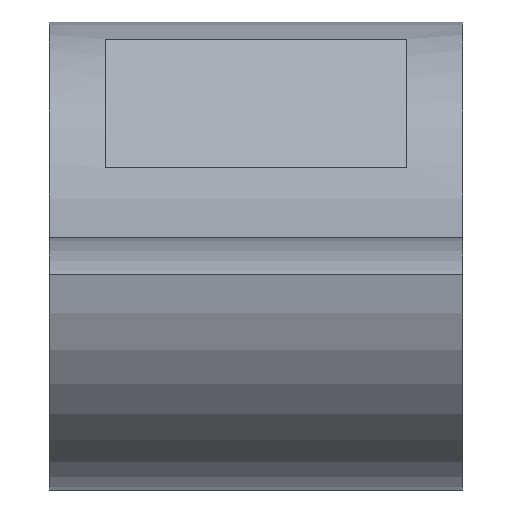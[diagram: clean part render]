
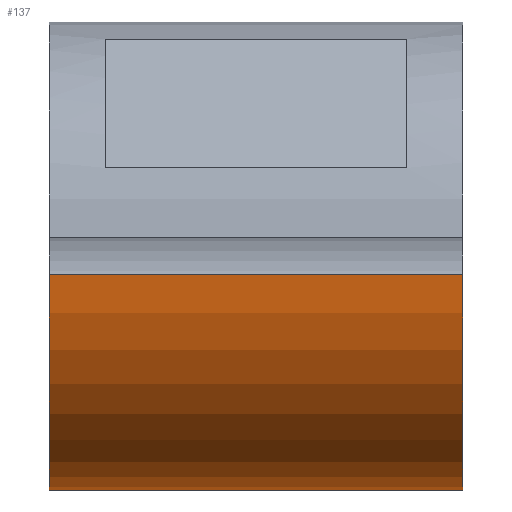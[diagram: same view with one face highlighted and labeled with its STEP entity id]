
A CAD part, left-side view. The second image highlights one B-rep face of the part: STEP entity #137.
In plain terms, the highlighted cylindrical face has radius 3.175 mm (diameter 6.35 mm), a partial arc.
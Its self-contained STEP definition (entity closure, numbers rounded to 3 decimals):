
#11 = VERTEX_POINT ( 'NONE', #141 ) ;
#16 = ORIENTED_EDGE ( 'NONE', *, *, #223, .F. ) ;
#17 = CARTESIAN_POINT ( 'NONE',  ( -3.165, -2.807, -0.254 ) ) ;
#52 = VERTEX_POINT ( 'NONE', #155 ) ;
#113 = CARTESIAN_POINT ( 'NONE',  ( 0., -2.807, 0. ) ) ;
#117 = DIRECTION ( 'NONE',  ( 0., 1., 0. ) ) ;
#122 = DIRECTION ( 'NONE',  ( 0., 0., 1. ) ) ;
#137 = ADVANCED_FACE ( 'NONE', ( #661 ), #477, .T. ) ;
#141 = CARTESIAN_POINT ( 'NONE',  ( 0., -2.807, -3.175 ) ) ;
#149 = CARTESIAN_POINT ( 'NONE',  ( 0., -2.807, -3.175 ) ) ;
#152 = ORIENTED_EDGE ( 'NONE', *, *, #415, .T. ) ;
#155 = CARTESIAN_POINT ( 'NONE',  ( 0., 2.807, -3.175 ) ) ;
#188 = DIRECTION ( 'NONE',  ( 0., 1., 0. ) ) ;
#193 = ORIENTED_EDGE ( 'NONE', *, *, #462, .F. ) ;
#196 = AXIS2_PLACEMENT_3D ( 'NONE', #364, #188, #551 ) ;
#199 = AXIS2_PLACEMENT_3D ( 'NONE', #675, #277, #641 ) ;
#209 = DIRECTION ( 'NONE',  ( 0., 1., 0. ) ) ;
#213 = EDGE_LOOP ( 'NONE', ( #193, #397, #152, #16 ) ) ;
#223 = EDGE_CURVE ( 'NONE', #52, #516, #557, .T. ) ;
#251 = LINE ( 'NONE', #371, #261 ) ;
#261 = VECTOR ( 'NONE', #209, 1000. ) ;
#277 = DIRECTION ( 'NONE',  ( 0., 1., 0. ) ) ;
#364 = CARTESIAN_POINT ( 'NONE',  ( 0., -2.807, 0. ) ) ;
#371 = CARTESIAN_POINT ( 'NONE',  ( -3.165, -2.807, -0.254 ) ) ;
#397 = ORIENTED_EDGE ( 'NONE', *, *, #529, .T. ) ;
#411 = CARTESIAN_POINT ( 'NONE',  ( -3.165, 2.807, -0.254 ) ) ;
#415 = EDGE_CURVE ( 'NONE', #589, #516, #251, .T. ) ;
#444 = LINE ( 'NONE', #149, #667 ) ;
#462 = EDGE_CURVE ( 'NONE', #11, #52, #444, .T. ) ;
#477 = CYLINDRICAL_SURFACE ( 'NONE', #196, 3.175 ) ;
#516 = VERTEX_POINT ( 'NONE', #411 ) ;
#529 = EDGE_CURVE ( 'NONE', #11, #589, #544, .T. ) ;
#544 = CIRCLE ( 'NONE', #580, 3.175 ) ;
#551 = DIRECTION ( 'NONE',  ( 0., 0., 1. ) ) ;
#557 = CIRCLE ( 'NONE', #199, 3.175 ) ;
#580 = AXIS2_PLACEMENT_3D ( 'NONE', #113, #117, #122 ) ;
#589 = VERTEX_POINT ( 'NONE', #17 ) ;
#641 = DIRECTION ( 'NONE',  ( 0., 0., 1. ) ) ;
#661 = FACE_OUTER_BOUND ( 'NONE', #213, .T. ) ;
#667 = VECTOR ( 'NONE', #673, 1000. ) ;
#673 = DIRECTION ( 'NONE',  ( 0., 1., 0. ) ) ;
#675 = CARTESIAN_POINT ( 'NONE',  ( 0., 2.807, 0. ) ) ;
